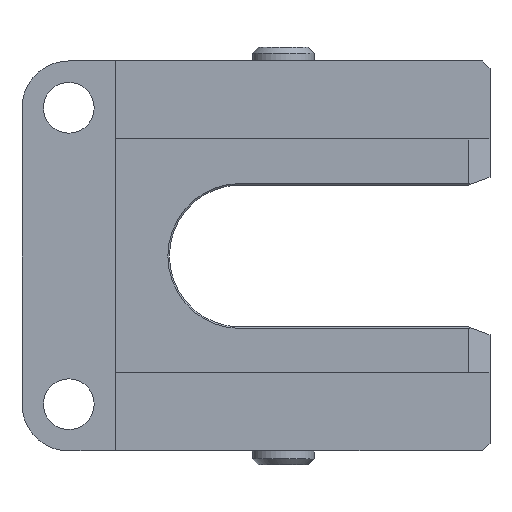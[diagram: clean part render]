
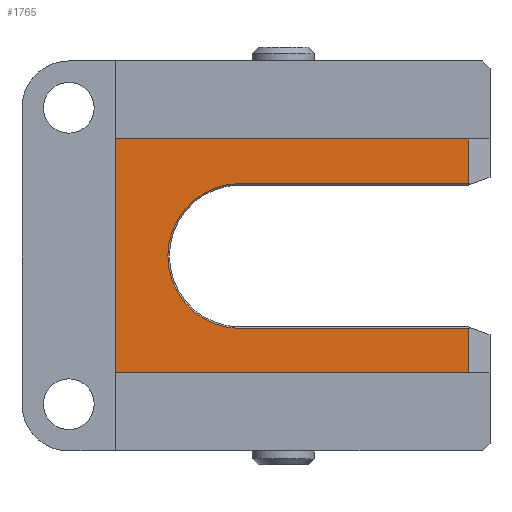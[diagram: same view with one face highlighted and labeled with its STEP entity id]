
A CAD part, front view. The second image highlights one B-rep face of the part: STEP entity #1765.
In plain terms, the highlighted planar face has unit normal (0, -1, 0).
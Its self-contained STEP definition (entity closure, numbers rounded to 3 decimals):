
#165=LINE('',#2811,#325);
#169=LINE('',#2818,#329);
#198=LINE('',#2941,#358);
#204=LINE('',#2952,#364);
#206=LINE('',#2959,#366);
#207=LINE('',#2961,#367);
#208=LINE('',#2962,#368);
#325=VECTOR('',#2286,10.);
#329=VECTOR('',#2292,10.);
#358=VECTOR('',#2351,10.);
#364=VECTOR('',#2363,10.);
#366=VECTOR('',#2373,10.);
#367=VECTOR('',#2374,10.);
#368=VECTOR('',#2375,10.);
#476=FACE_OUTER_BOUND('',#574,.T.);
#574=EDGE_LOOP('',(#1431,#1432,#1433,#1434,#1435,#1436,#1437,#1438));
#647=CIRCLE('',#1939,9.3);
#777=VERTEX_POINT('',#2808);
#778=VERTEX_POINT('',#2810);
#780=VERTEX_POINT('',#2816);
#800=VERTEX_POINT('',#2938);
#801=VERTEX_POINT('',#2940);
#803=VERTEX_POINT('',#2951);
#804=VERTEX_POINT('',#2958);
#805=VERTEX_POINT('',#2960);
#980=EDGE_CURVE('',#777,#778,#165,.T.);
#984=EDGE_CURVE('',#780,#777,#169,.T.);
#1021=EDGE_CURVE('',#800,#801,#198,.T.);
#1027=EDGE_CURVE('',#801,#803,#204,.T.);
#1030=EDGE_CURVE('',#803,#780,#647,.T.);
#1031=EDGE_CURVE('',#804,#800,#206,.T.);
#1032=EDGE_CURVE('',#805,#804,#207,.T.);
#1033=EDGE_CURVE('',#778,#805,#208,.T.);
#1431=ORIENTED_EDGE('',*,*,#980,.F.);
#1432=ORIENTED_EDGE('',*,*,#984,.F.);
#1433=ORIENTED_EDGE('',*,*,#1030,.F.);
#1434=ORIENTED_EDGE('',*,*,#1027,.F.);
#1435=ORIENTED_EDGE('',*,*,#1021,.F.);
#1436=ORIENTED_EDGE('',*,*,#1031,.F.);
#1437=ORIENTED_EDGE('',*,*,#1032,.F.);
#1438=ORIENTED_EDGE('',*,*,#1033,.F.);
#1586=PLANE('',#1940);
#1765=ADVANCED_FACE('',(#476),#1586,.F.);
#1939=AXIS2_PLACEMENT_3D('',#2956,#2369,#2370);
#1940=AXIS2_PLACEMENT_3D('',#2957,#2371,#2372);
#2286=DIRECTION('',(0.,0.,-1.));
#2292=DIRECTION('',(1.,0.,0.));
#2351=DIRECTION('',(0.,0.,-1.));
#2363=DIRECTION('',(-1.,0.,0.));
#2369=DIRECTION('center_axis',(0.,-1.,0.));
#2370=DIRECTION('ref_axis',(-1.,0.,0.));
#2371=DIRECTION('center_axis',(0.,1.,0.));
#2372=DIRECTION('ref_axis',(0.,0.,1.));
#2373=DIRECTION('',(1.,0.,0.));
#2374=DIRECTION('',(0.,0.,1.));
#2375=DIRECTION('',(-1.,0.,0.));
#2808=CARTESIAN_POINT('',(57.253,2.5,15.7));
#2810=CARTESIAN_POINT('',(57.253,2.5,10.));
#2811=CARTESIAN_POINT('',(57.253,2.5,12.5));
#2816=CARTESIAN_POINT('',(28.,2.5,15.7));
#2818=CARTESIAN_POINT('',(31.5,2.5,15.7));
#2938=CARTESIAN_POINT('',(57.253,2.5,40.));
#2940=CARTESIAN_POINT('',(57.253,2.5,34.3));
#2941=CARTESIAN_POINT('',(57.253,2.5,12.5));
#2951=CARTESIAN_POINT('',(28.,2.5,34.3));
#2952=CARTESIAN_POINT('',(49.,2.5,34.3));
#2956=CARTESIAN_POINT('Origin',(28.,2.5,25.));
#2957=CARTESIAN_POINT('Origin',(35.,2.5,25.));
#2958=CARTESIAN_POINT('',(12.,2.5,40.));
#2959=CARTESIAN_POINT('',(65.,2.5,40.));
#2960=CARTESIAN_POINT('',(12.,2.5,10.));
#2961=CARTESIAN_POINT('',(12.,2.5,12.5));
#2962=CARTESIAN_POINT('',(5.,2.5,10.));
